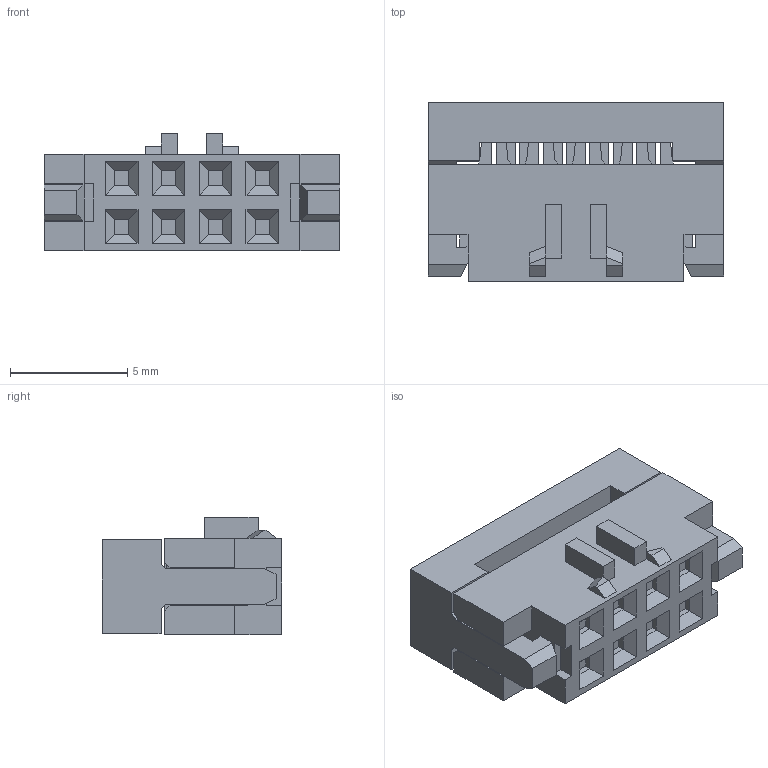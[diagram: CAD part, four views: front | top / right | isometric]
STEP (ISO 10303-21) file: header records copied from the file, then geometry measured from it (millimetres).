
FILE_DESCRIPTION((''),'2;1');
FILE_NAME('89361-708_SW0001','2009-10-22T',('sspandia'),('FCI - ELX Division'),'PRO/ENGINEER BY PARAMETRIC TECHNOLOGY CORPORATION, 2008010','PRO/ENGINEER BY PARAMETRIC TECHNOLOGY CORPORATION, 2008010','');
FILE_SCHEMA(('CONFIG_CONTROL_DESIGN'));
Length unit declared in the file: millimetre
Products named in the file (1): 89361-708_SW0001
Bounding box: 12.6 x 7.64 x 5 mm (x, y, z)
Volume: 330.5 mm3; surface area: 540.3 mm2
Topology: 1 solids, 1 shells, 258 faces, 700 edges, 454 vertices
Faces by surface type: plane 258
Entity records: 8006 total; most frequent: CARTESIAN_POINT 1412, ORIENTED_EDGE 1400, DIRECTION 1216, VECTOR 700, LINE 700, EDGE_CURVE 700, VERTEX_POINT 454, EDGE_LOOP 302
